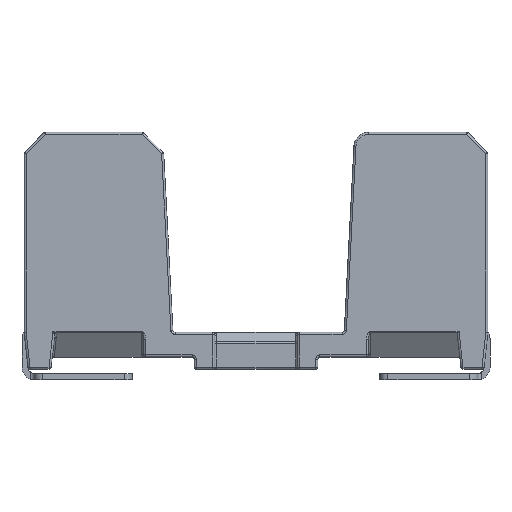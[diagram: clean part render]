
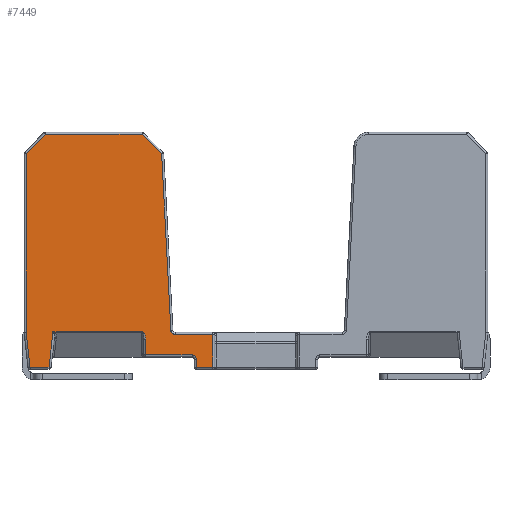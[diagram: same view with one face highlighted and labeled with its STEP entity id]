
A CAD part, front view. The second image highlights one B-rep face of the part: STEP entity #7449.
In plain terms, the highlighted planar face has unit normal (0, -1, 0).
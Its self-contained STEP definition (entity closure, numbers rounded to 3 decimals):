
#255=PLANE('',#7998);
#399=LINE('',#11591,#985);
#494=LINE('',#12000,#1080);
#495=LINE('',#12004,#1081);
#496=LINE('',#12008,#1082);
#497=LINE('',#12010,#1083);
#498=LINE('',#12014,#1084);
#499=LINE('',#12016,#1085);
#500=LINE('',#12018,#1086);
#501=LINE('',#12020,#1087);
#502=LINE('',#12024,#1088);
#503=LINE('',#12026,#1089);
#504=LINE('',#12028,#1090);
#505=LINE('',#12030,#1091);
#506=LINE('',#12032,#1092);
#507=LINE('',#12033,#1093);
#985=VECTOR('',#8927,10.);
#1080=VECTOR('',#9180,10.);
#1081=VECTOR('',#9185,10.);
#1082=VECTOR('',#9188,10.);
#1083=VECTOR('',#9189,10.);
#1084=VECTOR('',#9192,10.);
#1085=VECTOR('',#9193,10.);
#1086=VECTOR('',#9194,10.);
#1087=VECTOR('',#9195,10.);
#1088=VECTOR('',#9198,10.);
#1089=VECTOR('',#9199,10.);
#1090=VECTOR('',#9200,10.);
#1091=VECTOR('',#9201,10.);
#1092=VECTOR('',#9202,10.);
#1093=VECTOR('',#9203,10.);
#1838=FACE_OUTER_BOUND('',#2322,.T.);
#2322=EDGE_LOOP('',(#5322,#5323,#5324,#5325,#5326,#5327,#5328,#5329,#5330,
#5331,#5332,#5333,#5334,#5335,#5336,#5337,#5338,#5339));
#2787=ELLIPSE('',#7999,0.361,0.2);
#2875=CIRCLE('',#8000,0.2);
#2876=CIRCLE('',#8001,0.2);
#3304=VERTEX_POINT('',#11473);
#3314=VERTEX_POINT('',#11590);
#3432=VERTEX_POINT('',#11999);
#3433=VERTEX_POINT('',#12003);
#3434=VERTEX_POINT('',#12005);
#3435=VERTEX_POINT('',#12007);
#3436=VERTEX_POINT('',#12009);
#3437=VERTEX_POINT('',#12011);
#3438=VERTEX_POINT('',#12013);
#3439=VERTEX_POINT('',#12015);
#3440=VERTEX_POINT('',#12017);
#3441=VERTEX_POINT('',#12019);
#3442=VERTEX_POINT('',#12021);
#3443=VERTEX_POINT('',#12023);
#3444=VERTEX_POINT('',#12025);
#3445=VERTEX_POINT('',#12027);
#3446=VERTEX_POINT('',#12029);
#3447=VERTEX_POINT('',#12031);
#3976=EDGE_CURVE('',#3304,#3314,#399,.T.);
#4124=EDGE_CURVE('',#3314,#3432,#494,.T.);
#4126=EDGE_CURVE('',#3304,#3433,#495,.T.);
#4127=EDGE_CURVE('',#3434,#3433,#2787,.T.);
#4128=EDGE_CURVE('',#3435,#3434,#496,.T.);
#4129=EDGE_CURVE('',#3436,#3435,#497,.T.);
#4130=EDGE_CURVE('',#3437,#3436,#2875,.T.);
#4131=EDGE_CURVE('',#3438,#3437,#498,.T.);
#4132=EDGE_CURVE('',#3439,#3438,#499,.T.);
#4133=EDGE_CURVE('',#3440,#3439,#500,.T.);
#4134=EDGE_CURVE('',#3441,#3440,#501,.T.);
#4135=EDGE_CURVE('',#3442,#3441,#2876,.T.);
#4136=EDGE_CURVE('',#3443,#3442,#502,.T.);
#4137=EDGE_CURVE('',#3444,#3443,#503,.T.);
#4138=EDGE_CURVE('',#3445,#3444,#504,.T.);
#4139=EDGE_CURVE('',#3446,#3445,#505,.T.);
#4140=EDGE_CURVE('',#3447,#3446,#506,.T.);
#4141=EDGE_CURVE('',#3432,#3447,#507,.T.);
#5322=ORIENTED_EDGE('',*,*,#3976,.F.);
#5323=ORIENTED_EDGE('',*,*,#4126,.T.);
#5324=ORIENTED_EDGE('',*,*,#4127,.F.);
#5325=ORIENTED_EDGE('',*,*,#4128,.F.);
#5326=ORIENTED_EDGE('',*,*,#4129,.F.);
#5327=ORIENTED_EDGE('',*,*,#4130,.F.);
#5328=ORIENTED_EDGE('',*,*,#4131,.F.);
#5329=ORIENTED_EDGE('',*,*,#4132,.F.);
#5330=ORIENTED_EDGE('',*,*,#4133,.F.);
#5331=ORIENTED_EDGE('',*,*,#4134,.F.);
#5332=ORIENTED_EDGE('',*,*,#4135,.F.);
#5333=ORIENTED_EDGE('',*,*,#4136,.F.);
#5334=ORIENTED_EDGE('',*,*,#4137,.F.);
#5335=ORIENTED_EDGE('',*,*,#4138,.F.);
#5336=ORIENTED_EDGE('',*,*,#4139,.F.);
#5337=ORIENTED_EDGE('',*,*,#4140,.F.);
#5338=ORIENTED_EDGE('',*,*,#4141,.F.);
#5339=ORIENTED_EDGE('',*,*,#4124,.F.);
#7449=ADVANCED_FACE('',(#1838),#255,.T.);
#7998=AXIS2_PLACEMENT_3D('',#12002,#9183,#9184);
#7999=AXIS2_PLACEMENT_3D('',#12006,#9186,#9187);
#8000=AXIS2_PLACEMENT_3D('',#12012,#9190,#9191);
#8001=AXIS2_PLACEMENT_3D('',#12022,#9196,#9197);
#8927=DIRECTION('',(-0.11,0.,-0.994));
#9180=DIRECTION('',(-1.,0.,0.));
#9183=DIRECTION('center_axis',(0.,-1.,0.));
#9184=DIRECTION('ref_axis',(-1.,0.,0.));
#9185=DIRECTION('',(1.,0.,0.));
#9186=DIRECTION('center_axis',(0.,-1.,0.));
#9187=DIRECTION('ref_axis',(0.,0.,
1.));
#9188=DIRECTION('',(0.,0.,1.));
#9189=DIRECTION('',(-1.,0.,0.));
#9190=DIRECTION('center_axis',(0.,-1.,0.));
#9191=DIRECTION('ref_axis',(0.707,0.,0.707));
#9192=DIRECTION('',(0.,0.,1.));
#9193=DIRECTION('',(-1.,0.,0.));
#9194=DIRECTION('',(0.,0.,-1.));
#9195=DIRECTION('',(1.,0.,0.));
#9196=DIRECTION('center_axis',(0.,-1.,0.));
#9197=DIRECTION('ref_axis',(-0.688,0.,-0.725));
#9198=DIRECTION('',(0.052,0.,-0.999));
#9199=DIRECTION('',(0.707,0.,-0.707));
#9200=DIRECTION('',(1.,0.,0.));
#9201=DIRECTION('',(0.707,0.,0.707));
#9202=DIRECTION('',(0.,0.,1.));
#9203=DIRECTION('',(-0.11,0.,0.994));
#11473=CARTESIAN_POINT('',(-9.847,-1.678,2.331));
#11590=CARTESIAN_POINT('',(-10.039,-1.678,0.6));
#11591=CARTESIAN_POINT('',(-9.239,-1.678,7.805));
#11999=CARTESIAN_POINT('',(-10.961,-1.678,0.6));
#12000=CARTESIAN_POINT('',(5.625,-1.678,0.6));
#12002=CARTESIAN_POINT('Origin',(11.25,-1.678,12.));
#12003=CARTESIAN_POINT('',(-5.55,-1.678,2.331));
#12004=CARTESIAN_POINT('',(0.75,-1.678,2.331));
#12005=CARTESIAN_POINT('',(-5.35,-1.678,1.97));
#12006=CARTESIAN_POINT('Origin',(-5.55,-1.678,1.97));
#12007=CARTESIAN_POINT('',(-5.35,-1.678,1.2));
#12008=CARTESIAN_POINT('',(-5.35,-1.678,6.85));
#12009=CARTESIAN_POINT('',(-3.1,-1.678,1.2));
#12010=CARTESIAN_POINT('',(4.125,-1.678,1.2));
#12011=CARTESIAN_POINT('',(-2.9,-1.678,1.));
#12012=CARTESIAN_POINT('Origin',(-3.1,-1.678,1.));
#12013=CARTESIAN_POINT('',(-2.9,-1.678,0.6));
#12014=CARTESIAN_POINT('',(-2.9,-1.678,6.25));
#12015=CARTESIAN_POINT('',(-2.1,-1.678,0.6));
#12016=CARTESIAN_POINT('',(5.625,-1.678,0.6));
#12017=CARTESIAN_POINT('',(-2.1,-1.678,2.2));
#12018=CARTESIAN_POINT('',(-2.1,-1.678,7.15));
#12019=CARTESIAN_POINT('',(-3.929,-1.678,2.2));
#12020=CARTESIAN_POINT('',(3.613,-1.678,2.2));
#12021=CARTESIAN_POINT('',(-4.128,-1.678,2.39));
#12022=CARTESIAN_POINT('Origin',(-3.929,-1.678,2.4));
#12023=CARTESIAN_POINT('',(-4.577,-1.678,10.957));
#12024=CARTESIAN_POINT('',(-4.584,-1.678,11.083));
#12025=CARTESIAN_POINT('',(-5.521,-1.678,11.9));
#12026=CARTESIAN_POINT('',(-1.368,-1.678,7.747));
#12027=CARTESIAN_POINT('',(-10.215,-1.678,11.9));
#12028=CARTESIAN_POINT('',(5.625,-1.678,11.9));
#12029=CARTESIAN_POINT('',(-11.15,-1.678,10.965));
#12030=CARTESIAN_POINT('',(-5.306,-1.678,16.809));
#12031=CARTESIAN_POINT('',(-11.15,-1.678,2.305));
#12032=CARTESIAN_POINT('',(-11.15,-1.678,12.));
#12033=CARTESIAN_POINT('',(-11.496,-1.678,5.417));
